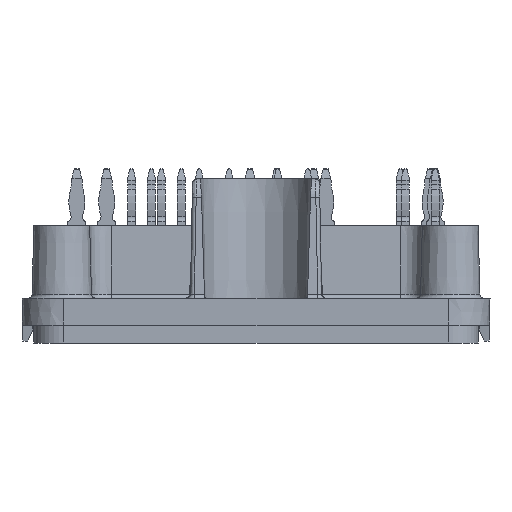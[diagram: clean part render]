
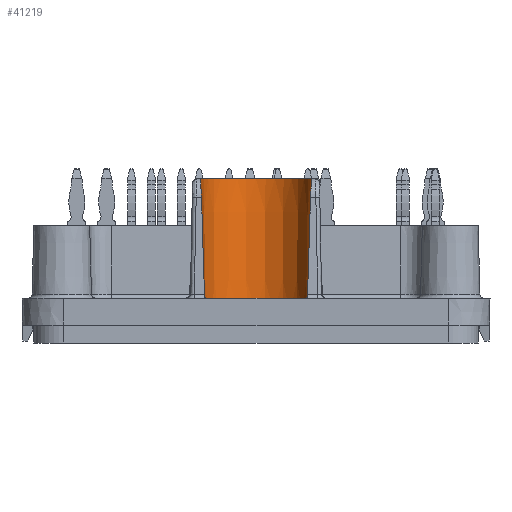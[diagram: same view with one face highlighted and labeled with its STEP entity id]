
A CAD part, left-side view. The second image highlights one B-rep face of the part: STEP entity #41219.
In plain terms, the highlighted conical face has half-angle 1 degrees and reference radius 5.538 mm.
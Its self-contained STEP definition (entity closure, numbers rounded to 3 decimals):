
#916=CIRCLE('',#43235,5.349);
#917=CIRCLE('',#43237,5.375);
#918=CIRCLE('',#43239,5.585);
#1638=B_SPLINE_CURVE_WITH_KNOTS('',3,(#56738,#56739,#56740,#56741),
 .UNSPECIFIED.,.F.,.F.,(4,4),(0.,0.001),
 .UNSPECIFIED.);
#1639=B_SPLINE_CURVE_WITH_KNOTS('',3,(#56745,#56746,#56747,#56748),
 .UNSPECIFIED.,.F.,.F.,(4,4),(0.,0.001),.UNSPECIFIED.);
#1640=B_SPLINE_CURVE_WITH_KNOTS('',3,(#56752,#56753,#56754,#56755,#56756),
 .UNSPECIFIED.,.F.,.F.,(4,1,4),(0.,0.002,
0.003),.UNSPECIFIED.);
#1641=B_SPLINE_CURVE_WITH_KNOTS('',3,(#56760,#56761,#56762,#56763,#56764),
 .UNSPECIFIED.,.F.,.F.,(4,1,4),(0.,0.002,0.003),
 .UNSPECIFIED.);
#1778=CONICAL_SURFACE('',#43234,5.538,0.017);
#1810=ELLIPSE('',#43236,126.261,6.231);
#1811=ELLIPSE('',#43238,126.261,6.231);
#4066=ORIENTED_EDGE('',*,*,#12044,.F.);
#4067=ORIENTED_EDGE('',*,*,#12045,.T.);
#4068=ORIENTED_EDGE('',*,*,#12046,.T.);
#4069=ORIENTED_EDGE('',*,*,#12047,.T.);
#4070=ORIENTED_EDGE('',*,*,#12048,.T.);
#4071=ORIENTED_EDGE('',*,*,#12049,.T.);
#4072=ORIENTED_EDGE('',*,*,#12050,.T.);
#4073=ORIENTED_EDGE('',*,*,#12051,.T.);
#4074=ORIENTED_EDGE('',*,*,#12052,.T.);
#12044=EDGE_CURVE('',#16037,#16037,#916,.T.);
#12045=EDGE_CURVE('',#16038,#16039,#1810,.F.);
#12046=EDGE_CURVE('',#16039,#16040,#1638,.T.);
#12047=EDGE_CURVE('',#16040,#16041,#917,.T.);
#12048=EDGE_CURVE('',#16041,#16042,#1639,.T.);
#12049=EDGE_CURVE('',#16042,#16043,#1811,.F.);
#12050=EDGE_CURVE('',#16043,#16044,#1640,.T.);
#12051=EDGE_CURVE('',#16044,#16045,#918,.F.);
#12052=EDGE_CURVE('',#16045,#16038,#1641,.T.);
#16037=VERTEX_POINT('',#56734);
#16038=VERTEX_POINT('',#56736);
#16039=VERTEX_POINT('',#56737);
#16040=VERTEX_POINT('',#56742);
#16041=VERTEX_POINT('',#56744);
#16042=VERTEX_POINT('',#56749);
#16043=VERTEX_POINT('',#56751);
#16044=VERTEX_POINT('',#56757);
#16045=VERTEX_POINT('',#56759);
#24921=EDGE_LOOP('',(#4066));
#24922=EDGE_LOOP('',(#4067,#4068,#4069,#4070,#4071,#4072,#4073,#4074));
#26736=FACE_BOUND('',#24921,.T.);
#26737=FACE_BOUND('',#24922,.T.);
#41219=ADVANCED_FACE('',(#26736,#26737),#1778,.F.);
#43234=AXIS2_PLACEMENT_3D('',#56732,#47743,#47744);
#43235=AXIS2_PLACEMENT_3D('',#56733,#47745,#47746);
#43236=AXIS2_PLACEMENT_3D('',#56735,#47747,#47748);
#43237=AXIS2_PLACEMENT_3D('',#56743,#47749,#47750);
#43238=AXIS2_PLACEMENT_3D('',#56750,#47751,#47752);
#43239=AXIS2_PLACEMENT_3D('',#56758,#47753,#47754);
#47743=DIRECTION('',(0.,0.,1.));
#47744=DIRECTION('',(-1.,0.,0.));
#47745=DIRECTION('',(0.,0.,1.));
#47746=DIRECTION('',(1.,0.,0.));
#47747=DIRECTION('',(0.999,0.,-0.052));
#47748=DIRECTION('',(0.052,0.,0.999));
#47749=DIRECTION('',(0.,0.,1.));
#47750=DIRECTION('',(-1.,0.,0.));
#47751=DIRECTION('',(0.999,0.,-0.052));
#47752=DIRECTION('',(0.052,0.,0.999));
#47753=DIRECTION('',(0.,0.,-1.));
#47754=DIRECTION('',(1.,0.,0.));
#56732=CARTESIAN_POINT('',(-46.5,0.,10.497));
#56733=CARTESIAN_POINT('',(-46.5,0.,-0.3));
#56734=CARTESIAN_POINT('',(-41.151,0.,-0.3));
#56735=CARTESIAN_POINT('',(-44.299,0.,71.817));
#56736=CARTESIAN_POINT('',(-47.47,5.466,11.305));
#56737=CARTESIAN_POINT('',(-47.98,5.174,1.579));
#56738=CARTESIAN_POINT('',(-47.98,5.174,1.579));
#56739=CARTESIAN_POINT('',(-47.991,5.167,1.369));
#56740=CARTESIAN_POINT('',(-48.183,5.11,1.2));
#56741=CARTESIAN_POINT('',(-48.38,5.036,1.2));
#56742=CARTESIAN_POINT('',(-48.38,5.036,1.2));
#56743=CARTESIAN_POINT('',(-46.5,0.,1.2));
#56744=CARTESIAN_POINT('',(-48.38,-5.036,1.2));
#56745=CARTESIAN_POINT('',(-48.38,-5.036,1.2));
#56746=CARTESIAN_POINT('',(-48.182,-5.11,1.2));
#56747=CARTESIAN_POINT('',(-47.991,-5.167,1.369));
#56748=CARTESIAN_POINT('',(-47.98,-5.174,1.579));
#56749=CARTESIAN_POINT('',(-47.98,-5.174,1.579));
#56750=CARTESIAN_POINT('',(-44.299,0.,71.817));
#56751=CARTESIAN_POINT('',(-47.47,-5.466,11.305));
#56752=CARTESIAN_POINT('',(-47.47,-5.466,11.305));
#56753=CARTESIAN_POINT('',(-47.444,-5.48,11.816));
#56754=CARTESIAN_POINT('',(-46.988,-5.597,12.795));
#56755=CARTESIAN_POINT('',(-45.977,-5.584,13.2));
#56756=CARTESIAN_POINT('',(-45.473,-5.49,13.2));
#56757=CARTESIAN_POINT('',(-45.473,-5.49,13.2));
#56758=CARTESIAN_POINT('',(-46.5,0.,13.2));
#56759=CARTESIAN_POINT('',(-45.473,5.49,13.2));
#56760=CARTESIAN_POINT('',(-45.473,5.49,13.2));
#56761=CARTESIAN_POINT('',(-45.977,5.584,13.2));
#56762=CARTESIAN_POINT('',(-46.987,5.597,12.796));
#56763=CARTESIAN_POINT('',(-47.444,5.48,11.816));
#56764=CARTESIAN_POINT('',(-47.47,5.466,11.305));
